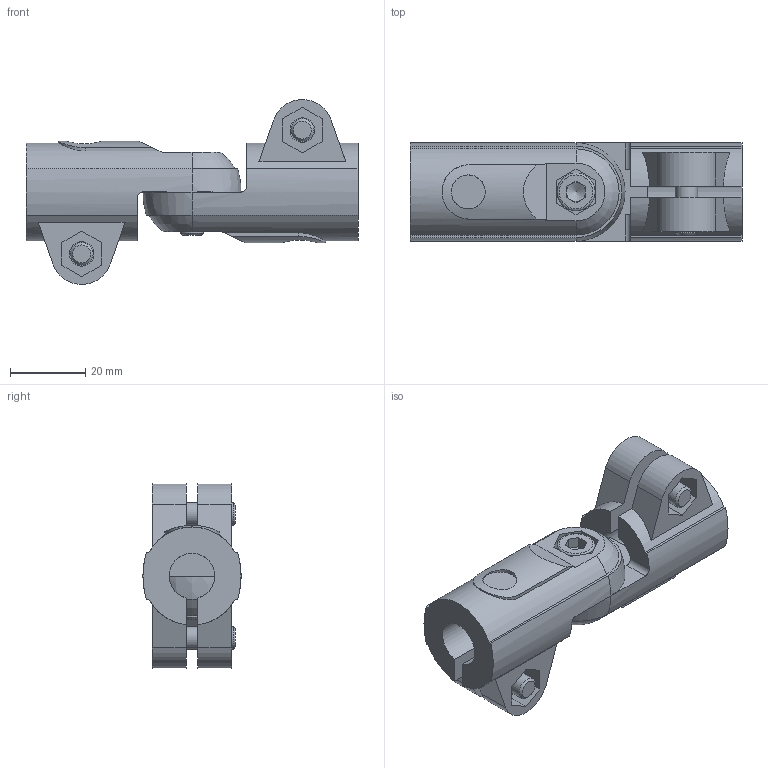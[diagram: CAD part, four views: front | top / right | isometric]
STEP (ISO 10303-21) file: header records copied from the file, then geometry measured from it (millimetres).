
FILE_DESCRIPTION( ( 'STEP AP214' ), '1' );
FILE_NAME( 'K0489.512.stp', '2020-12-08T10:28:18', ( '' ), ( '' ), ' ', 'PARTsolutions', ' ' );
FILE_SCHEMA( ( 'AUTOMOTIVE_DESIGN { 1 0 10303 214 1 1 1 1 }' ) );
Length unit declared in the file: millimetre
Products named in the file (3): K0489.512; _K0489.512_gelenkklemmstueck; _K0869.06X16
Assembly tree (5 placements, depth 2):
  K0489.512
    _K0489.512_gelenkklemmstueck  x2
    _K0869.06X16  x3
Bounding box: 88 x 26 x 48.95 mm (x, y, z)
Volume: 41343 mm3; surface area: 18484.5 mm2
Topology: 5 solids, 5 shells, 192 faces, 478 edges, 311 vertices
Faces by surface type: plane 137, cylinder 42, cone 6, torus 3, bspline 2, sphere 2
Full cylindrical faces by diameter (mm): 6 x3, 6.5 x4, 7.5 x2, 9 x2, 10 x3, 14 x2, 20 x2
Entity records: 3485 total; most frequent: CARTESIAN_POINT 659, DIRECTION 434, ORIENTED_EDGE 408, EDGE_CURVE 204, AXIS2_PLACEMENT_3D 146, LINE 142, VECTOR 142, VERTEX_POINT 141
